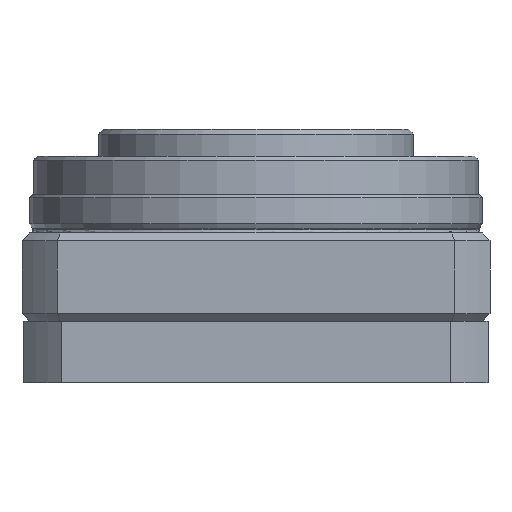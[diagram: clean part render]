
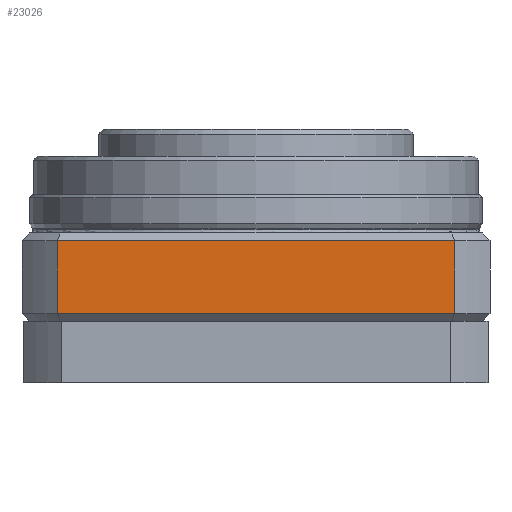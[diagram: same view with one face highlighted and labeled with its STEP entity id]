
A CAD part, front view. The second image highlights one B-rep face of the part: STEP entity #23026.
In plain terms, the highlighted planar face has unit normal (0, -1, 0).
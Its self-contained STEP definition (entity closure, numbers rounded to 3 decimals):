
#1324 = DIRECTION ( 'NONE',  ( 1., 0., 0. ) ) ;
#1407 = DIRECTION ( 'NONE',  ( 1., 0., 0. ) ) ;
#1710 = DIRECTION ( 'NONE',  ( 0., 0., -1. ) ) ;
#4067 = CARTESIAN_POINT ( 'NONE',  ( -30.5, -30.5, 12.5 ) ) ;
#4079 = VERTEX_POINT ( 'NONE', #28295 ) ;
#4721 = LINE ( 'NONE', #4067, #7290 ) ;
#6363 = ORIENTED_EDGE ( 'NONE', *, *, #10144, .F. ) ;
#6467 = EDGE_CURVE ( 'NONE', #16138, #4079, #23061, .T. ) ;
#7290 = VECTOR ( 'NONE', #1324, 1000. ) ;
#7497 = CARTESIAN_POINT ( 'NONE',  ( 25.88, -30.5, 3. ) ) ;
#10144 = EDGE_CURVE ( 'NONE', #12394, #24882, #19320, .T. ) ;
#10973 = ORIENTED_EDGE ( 'NONE', *, *, #19621, .T. ) ;
#11458 = VECTOR ( 'NONE', #12639, 1000. ) ;
#12394 = VERTEX_POINT ( 'NONE', #16255 ) ;
#12639 = DIRECTION ( 'NONE',  ( 0., 0., 1. ) ) ;
#13704 = VECTOR ( 'NONE', #1710, 1000. ) ;
#13795 = DIRECTION ( 'NONE',  ( 0., 0., 1. ) ) ;
#13911 = VECTOR ( 'NONE', #1407, 1000. ) ;
#15036 = CARTESIAN_POINT ( 'NONE',  ( -25.88, -30.5, 23.5 ) ) ;
#15390 = FACE_OUTER_BOUND ( 'NONE', #24298, .T. ) ;
#16138 = VERTEX_POINT ( 'NONE', #19125 ) ;
#16255 = CARTESIAN_POINT ( 'NONE',  ( 25.88, -30.5, 12.5 ) ) ;
#18803 = ORIENTED_EDGE ( 'NONE', *, *, #6467, .F. ) ;
#19125 = CARTESIAN_POINT ( 'NONE',  ( -25.88, -30.5, 3. ) ) ;
#19160 = ORIENTED_EDGE ( 'NONE', *, *, #21911, .F. ) ;
#19320 = LINE ( 'NONE', #25785, #13704 ) ;
#19621 = EDGE_CURVE ( 'NONE', #16138, #24882, #20250, .T. ) ;
#20250 = LINE ( 'NONE', #22734, #13911 ) ;
#21911 = EDGE_CURVE ( 'NONE', #4079, #12394, #4721, .T. ) ;
#22734 = CARTESIAN_POINT ( 'NONE',  ( -30.5, -30.5, 3. ) ) ;
#23026 = ADVANCED_FACE ( 'NONE', ( #15390 ), #30428, .F. ) ;
#23061 = LINE ( 'NONE', #15036, #11458 ) ;
#24298 = EDGE_LOOP ( 'NONE', ( #18803, #10973, #6363, #19160 ) ) ;
#24882 = VERTEX_POINT ( 'NONE', #7497 ) ;
#25785 = CARTESIAN_POINT ( 'NONE',  ( 25.88, -30.5, 23.5 ) ) ;
#27245 = AXIS2_PLACEMENT_3D ( 'NONE', #30230, #28139, #13795 ) ;
#28139 = DIRECTION ( 'NONE',  ( 0., 1., 0. ) ) ;
#28295 = CARTESIAN_POINT ( 'NONE',  ( -25.88, -30.5, 12.5 ) ) ;
#30230 = CARTESIAN_POINT ( 'NONE',  ( -30.5, -30.5, 23.5 ) ) ;
#30428 = PLANE ( 'NONE',  #27245 ) ;
